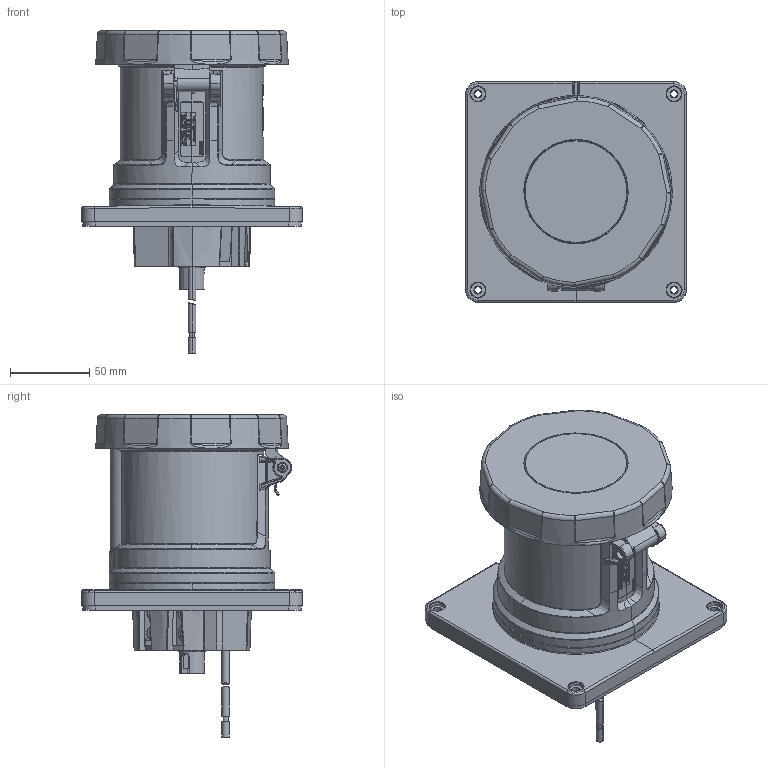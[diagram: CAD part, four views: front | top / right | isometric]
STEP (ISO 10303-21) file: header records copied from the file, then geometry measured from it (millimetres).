
FILE_DESCRIPTION (( 'STEP AP214' ), '1' );
FILE_NAME ('ORC3643-M01.STEP', '2023-08-03T13:40:34', ( '' ), ( '' ), 'SwSTEP 2.0', 'SolidWorks 2020', '' );
FILE_SCHEMA (( 'AUTOMOTIVE_DESIGN' ));
Length unit declared in the file: inch
Products named in the file (1): ORC3643-M01
Bounding box: 139.7 x 139.7 x 203.65 mm (x, y, z)
Surface area: 164721.7 mm2 (no closed solid volume)
Topology: 0 solids, 107 shells, 1406 faces, 6160 edges, 4697 vertices
Faces by surface type: bspline 393, plane 365, cylinder 336, cone 173, torus 98, sphere 41
Entity records: 117028 total; most frequent: CARTESIAN_POINT 56434, ORIENTED_EDGE 8669, DIRECTION 6787, EDGE_CURVE 6116, VERTEX_POINT 4697, AXIS2_PLACEMENT_3D 2379, B_SPLINE_CURVE_WITH_KNOTS 2303, LINE 2029
